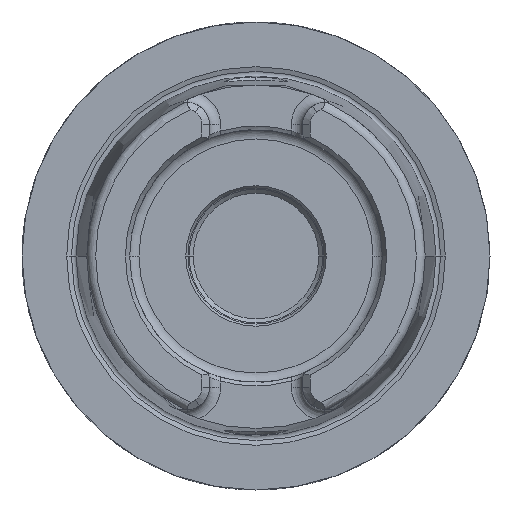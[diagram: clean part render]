
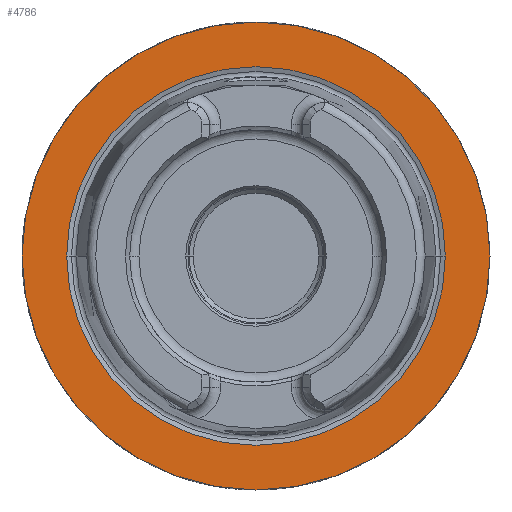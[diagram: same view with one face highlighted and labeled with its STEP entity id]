
A CAD part, left-side view. The second image highlights one B-rep face of the part: STEP entity #4786.
In plain terms, the highlighted planar face has unit normal (-1, 0, 0).
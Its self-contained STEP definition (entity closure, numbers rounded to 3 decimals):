
#1068=CARTESIAN_POINT('',(0.,0.,0.));
#1069=DIRECTION('',(1.,0.,0.));
#1070=DIRECTION('',(0.,1.,0.));
#1071=AXIS2_PLACEMENT_3D('',#1068,#1069,#1070);
#1073=CARTESIAN_POINT('',(0.,0.,0.));
#1074=DIRECTION('',(-1.,0.,0.));
#1075=DIRECTION('',(0.,1.,0.));
#1076=AXIS2_PLACEMENT_3D('',#1073,#1074,#1075);
#1078=CARTESIAN_POINT('',(0.,0.,0.));
#1079=DIRECTION('',(-1.,0.,0.));
#1080=DIRECTION('',(0.,-1.,0.));
#1081=AXIS2_PLACEMENT_3D('',#1078,#1079,#1080);
#1083=CARTESIAN_POINT('',(0.,0.,0.));
#1084=DIRECTION('',(-1.,0.,0.));
#1085=DIRECTION('',(0.,1.,0.));
#1086=AXIS2_PLACEMENT_3D('',#1083,#1084,#1085);
#2985=CARTESIAN_POINT('',(0.,31.5,0.));
#2986=CARTESIAN_POINT('',(0.,-31.5,0.));
#2987=VERTEX_POINT('',#2985);
#2988=VERTEX_POINT('',#2986);
#3013=CARTESIAN_POINT('',(0.,-25.49,0.));
#3014=VERTEX_POINT('',#3013);
#3015=CARTESIAN_POINT('',(0.,25.49,0.));
#3016=VERTEX_POINT('',#3015);
#4771=CARTESIAN_POINT('',(0.,0.,0.));
#4772=DIRECTION('',(1.,0.,0.));
#4773=DIRECTION('',(0.,-1.,0.));
#4774=AXIS2_PLACEMENT_3D('',#4771,#4772,#4773);
#4775=PLANE('',#4774);
#4777=ORIENTED_EDGE('',*,*,#4776,.T.);
#4779=ORIENTED_EDGE('',*,*,#4778,.F.);
#4780=EDGE_LOOP('',(#4777,#4779));
#4781=FACE_OUTER_BOUND('',#4780,.F.);
#4782=ORIENTED_EDGE('',*,*,#4766,.T.);
#4783=ORIENTED_EDGE('',*,*,#4750,.T.);
#4784=EDGE_LOOP('',(#4782,#4783));
#4785=FACE_BOUND('',#4784,.F.);
#4786=ADVANCED_FACE('',(#4781,#4785),#4775,.F.);
#1072=CIRCLE('',#1071,31.5);
#1077=CIRCLE('',#1076,31.5);
#1082=CIRCLE('',#1081,25.49);
#1087=CIRCLE('',#1086,25.49);
#4750=EDGE_CURVE('',#3016,#3014,#1087,.T.);
#4766=EDGE_CURVE('',#3014,#3016,#1082,.T.);
#4776=EDGE_CURVE('',#2987,#2988,#1072,.T.);
#4778=EDGE_CURVE('',#2987,#2988,#1077,.T.);
